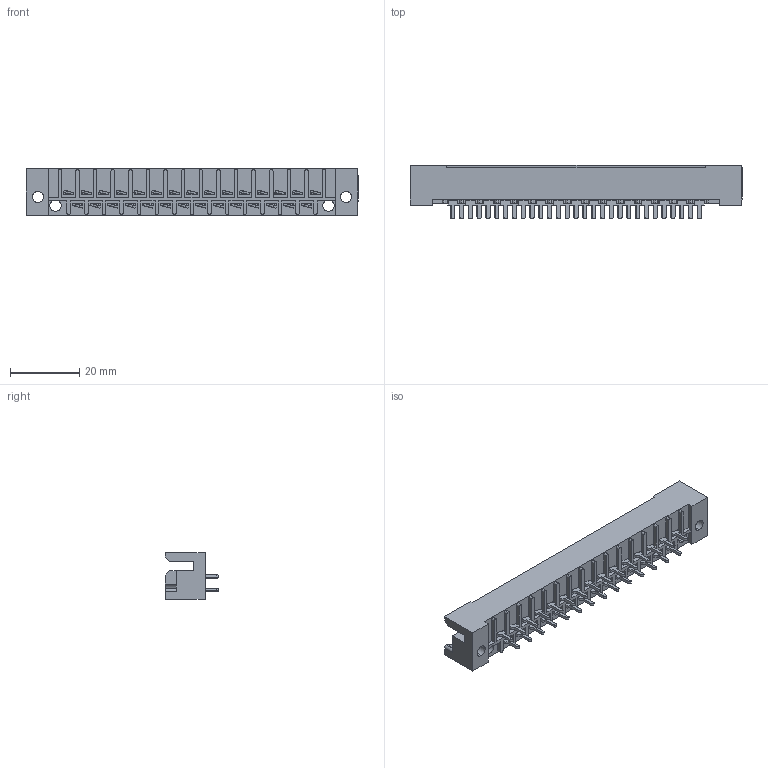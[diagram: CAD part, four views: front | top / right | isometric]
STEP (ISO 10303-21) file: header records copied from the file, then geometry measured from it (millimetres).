
FILE_DESCRIPTION (( 'STEP AP203' ), '1' );
FILE_NAME ('424-029-524-122.STEP', '2019-11-27T20:10:58', ( '' ), ( '' ), 'SwSTEP 2.0', 'SolidWorks 2016', '' );
FILE_SCHEMA (( 'CONFIG_CONTROL_DESIGN' ));
Length unit declared in the file: inch
Products named in the file (4): 424-029-524-122; 424 Part_029; 408-290-001_408-290-124 - Top; 408-290-001_408-290-124 - Bottom
Assembly tree (30 placements, depth 2):
  424-029-524-122
    424 Part_029
    408-290-001_408-290-124 - Bottom  x15
    408-290-001_408-290-124 - Top  x14
Bounding box: 95.76 x 15.42 x 13.49 mm (x, y, z)
Volume: 9886.8 mm3; surface area: 12772.2 mm2
Topology: 30 solids, 30 shells, 1657 faces, 4567 edges, 2966 vertices
Faces by surface type: plane 1264, cylinder 277, bspline 116
Entity records: 22255 total; most frequent: CARTESIAN_POINT 3881, ORIENTED_EDGE 3734, DIRECTION 3343, EDGE_CURVE 1867, VECTOR 1687, LINE 1687, VERTEX_POINT 1238, AXIS2_PLACEMENT_3D 828
